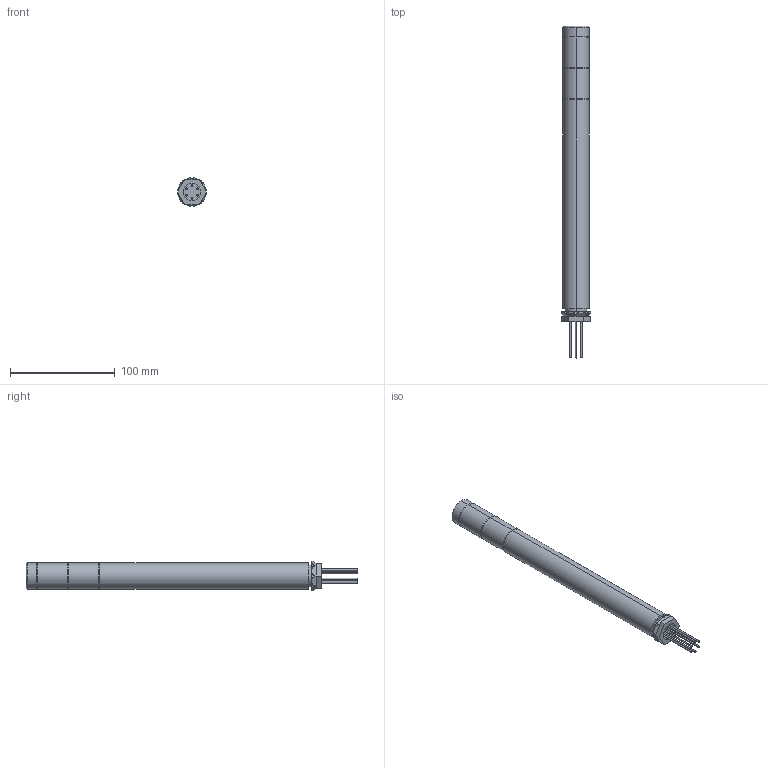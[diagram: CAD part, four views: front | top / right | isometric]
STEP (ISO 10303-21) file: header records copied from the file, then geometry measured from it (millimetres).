
FILE_DESCRIPTION (( 'STEP AP214' ), '1' );
FILE_NAME ('ME-202A-RG.step', '2016-10-25T14:45:24', ( '' ), ( '' ), 'SwSTEP 2.0', 'SolidWorks 2016', '' );
FILE_SCHEMA (( 'AUTOMOTIVE_DESIGN' ));
Length unit declared in the file: millimetre
Products named in the file (1): ME-202A-RG
Bounding box: 27.89 x 317 x 27.89 mm (x, y, z)
Volume: 126899.1 mm3; surface area: 34534.7 mm2
Topology: 13 solids, 13 shells, 140 faces, 300 edges, 191 vertices
Faces by surface type: plane 73, cylinder 49, torus 12, cone 6
Entity records: 3947 total; most frequent: DIRECTION 689, CARTESIAN_POINT 686, ORIENTED_EDGE 600, EDGE_CURVE 300, AXIS2_PLACEMENT_3D 266, VERTEX_POINT 191, VECTOR 157, LINE 157
